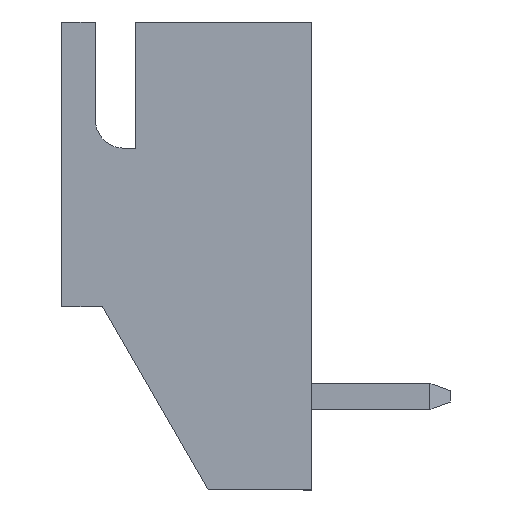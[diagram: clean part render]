
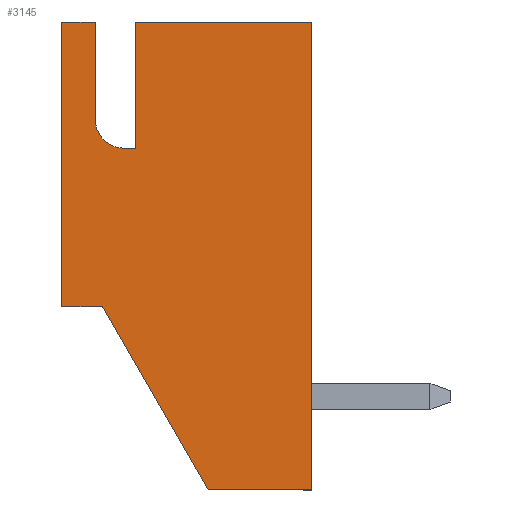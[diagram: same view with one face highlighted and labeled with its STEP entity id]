
A CAD part, left-side view. The second image highlights one B-rep face of the part: STEP entity #3145.
In plain terms, the highlighted planar face has unit normal (-1, 0, 0).
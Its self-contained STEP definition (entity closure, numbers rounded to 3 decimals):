
#1 = AXIS2_PLACEMENT_3D ( 'NONE', #1165, #487, #2243 ) ;
#28 = CARTESIAN_POINT ( 'NONE',  ( -6.2, 6.15, -1.25 ) ) ;
#132 = EDGE_CURVE ( 'NONE', #1679, #4001, #478, .T. ) ;
#310 = CARTESIAN_POINT ( 'NONE',  ( -6.2, 4.325, 5.75 ) ) ;
#341 = ORIENTED_EDGE ( 'NONE', *, *, #3737, .F. ) ;
#478 = LINE ( 'NONE', #4131, #874 ) ;
#485 = CARTESIAN_POINT ( 'NONE',  ( -6.2, 5.325, 5.75 ) ) ;
#487 = DIRECTION ( 'NONE',  ( 1., 0., 0. ) ) ;
#540 = FACE_OUTER_BOUND ( 'NONE', #1173, .T. ) ;
#684 = VERTEX_POINT ( 'NONE', #1317 ) ;
#700 = CARTESIAN_POINT ( 'NONE',  ( -6.2, 6.15, -1.25 ) ) ;
#745 = LINE ( 'NONE', #310, #3108 ) ;
#821 = CARTESIAN_POINT ( 'NONE',  ( -6.2, 2.552, -5.75 ) ) ;
#847 = DIRECTION ( 'NONE',  ( 0., 1., 0. ) ) ;
#874 = VECTOR ( 'NONE', #3027, 1000. ) ;
#1037 = LINE ( 'NONE', #2548, #1807 ) ;
#1104 = ORIENTED_EDGE ( 'NONE', *, *, #3253, .T. ) ;
#1129 = CARTESIAN_POINT ( 'NONE',  ( -6.2, 6.15, 2.65 ) ) ;
#1165 = CARTESIAN_POINT ( 'NONE',  ( -6.2, 4.625, 3.35 ) ) ;
#1173 = EDGE_LOOP ( 'NONE', ( #2558, #341, #3040, #1436, #1311, #3248, #1104, #1777, #4022, #3041, #1607 ) ) ;
#1200 = DIRECTION ( 'NONE',  ( 0., 0., -1. ) ) ;
#1311 = ORIENTED_EDGE ( 'NONE', *, *, #1827, .F. ) ;
#1317 = CARTESIAN_POINT ( 'NONE',  ( -6.2, 0., 5.75 ) ) ;
#1339 = EDGE_CURVE ( 'NONE', #4278, #2688, #2482, .T. ) ;
#1436 = ORIENTED_EDGE ( 'NONE', *, *, #2634, .T. ) ;
#1520 = DIRECTION ( 'NONE',  ( 0., -1., 0. ) ) ;
#1521 = CARTESIAN_POINT ( 'NONE',  ( -6.2, 6.15, 5.75 ) ) ;
#1607 = ORIENTED_EDGE ( 'NONE', *, *, #4204, .F. ) ;
#1639 = CIRCLE ( 'NONE', #1, 0.7 ) ;
#1679 = VERTEX_POINT ( 'NONE', #2077 ) ;
#1777 = ORIENTED_EDGE ( 'NONE', *, *, #2876, .T. ) ;
#1807 = VECTOR ( 'NONE', #3259, 1000. ) ;
#1827 = EDGE_CURVE ( 'NONE', #3555, #2601, #2251, .T. ) ;
#1838 = CARTESIAN_POINT ( 'NONE',  ( -6.2, 5.325, 3.35 ) ) ;
#1884 = DIRECTION ( 'NONE',  ( 0., 0.5, 0.866 ) ) ;
#1963 = VECTOR ( 'NONE', #3185, 1000. ) ;
#2040 = EDGE_CURVE ( 'NONE', #3555, #3158, #3829, .T. ) ;
#2056 = DIRECTION ( 'NONE',  ( 0., 0., 1. ) ) ;
#2077 = CARTESIAN_POINT ( 'NONE',  ( -6.2, 0., -5.75 ) ) ;
#2118 = DIRECTION ( 'NONE',  ( 0., 0., -1. ) ) ;
#2121 = DIRECTION ( 'NONE',  ( 0., 0., -1. ) ) ;
#2126 = CARTESIAN_POINT ( 'NONE',  ( -6.2, 4.325, 5.75 ) ) ;
#2243 = DIRECTION ( 'NONE',  ( 0., 0., -1. ) ) ;
#2251 = LINE ( 'NONE', #3533, #3093 ) ;
#2312 = LINE ( 'NONE', #3642, #4560 ) ;
#2482 = LINE ( 'NONE', #1129, #4288 ) ;
#2548 = CARTESIAN_POINT ( 'NONE',  ( -6.2, 6.15, 5.75 ) ) ;
#2558 = ORIENTED_EDGE ( 'NONE', *, *, #3364, .F. ) ;
#2601 = VERTEX_POINT ( 'NONE', #1838 ) ;
#2634 = EDGE_CURVE ( 'NONE', #4278, #2601, #1639, .T. ) ;
#2649 = CARTESIAN_POINT ( 'NONE',  ( -6.2, 0., 5.75 ) ) ;
#2688 = VERTEX_POINT ( 'NONE', #3734 ) ;
#2715 = AXIS2_PLACEMENT_3D ( 'NONE', #4330, #3622, #2118 ) ;
#2849 = CARTESIAN_POINT ( 'NONE',  ( -6.2, 6.15, -1.25 ) ) ;
#2876 = EDGE_CURVE ( 'NONE', #3141, #3511, #2930, .T. ) ;
#2884 = VERTEX_POINT ( 'NONE', #2126 ) ;
#2930 = LINE ( 'NONE', #2849, #1963 ) ;
#2996 = LINE ( 'NONE', #2649, #3433 ) ;
#3027 = DIRECTION ( 'NONE',  ( 0., 1., 0. ) ) ;
#3040 = ORIENTED_EDGE ( 'NONE', *, *, #1339, .F. ) ;
#3041 = ORIENTED_EDGE ( 'NONE', *, *, #132, .F. ) ;
#3093 = VECTOR ( 'NONE', #2121, 1000. ) ;
#3108 = VECTOR ( 'NONE', #2056, 1000. ) ;
#3141 = VERTEX_POINT ( 'NONE', #700 ) ;
#3145 = ADVANCED_FACE ( 'NONE', ( #540 ), #3867, .F. ) ;
#3158 = VERTEX_POINT ( 'NONE', #3575 ) ;
#3185 = DIRECTION ( 'NONE',  ( 0., -1., 0. ) ) ;
#3248 = ORIENTED_EDGE ( 'NONE', *, *, #2040, .T. ) ;
#3250 = DIRECTION ( 'NONE',  ( 0., 0., -1. ) ) ;
#3253 = EDGE_CURVE ( 'NONE', #3158, #3141, #4245, .T. ) ;
#3259 = DIRECTION ( 'NONE',  ( 0., -1., 0. ) ) ;
#3364 = EDGE_CURVE ( 'NONE', #2884, #684, #1037, .T. ) ;
#3433 = VECTOR ( 'NONE', #1200, 1000. ) ;
#3457 = CARTESIAN_POINT ( 'NONE',  ( -6.2, 4.625, 2.65 ) ) ;
#3511 = VERTEX_POINT ( 'NONE', #4101 ) ;
#3533 = CARTESIAN_POINT ( 'NONE',  ( -6.2, 5.325, 5.75 ) ) ;
#3555 = VERTEX_POINT ( 'NONE', #485 ) ;
#3575 = CARTESIAN_POINT ( 'NONE',  ( -6.2, 6.15, 5.75 ) ) ;
#3622 = DIRECTION ( 'NONE',  ( 1., 0., 0. ) ) ;
#3642 = CARTESIAN_POINT ( 'NONE',  ( -6.2, 2.552, -5.75 ) ) ;
#3734 = CARTESIAN_POINT ( 'NONE',  ( -6.2, 4.325, 2.65 ) ) ;
#3737 = EDGE_CURVE ( 'NONE', #2688, #2884, #745, .T. ) ;
#3829 = LINE ( 'NONE', #1521, #3999 ) ;
#3867 = PLANE ( 'NONE',  #2715 ) ;
#3908 = VECTOR ( 'NONE', #3250, 1000. ) ;
#3999 = VECTOR ( 'NONE', #847, 1000. ) ;
#4001 = VERTEX_POINT ( 'NONE', #821 ) ;
#4022 = ORIENTED_EDGE ( 'NONE', *, *, #4471, .F. ) ;
#4101 = CARTESIAN_POINT ( 'NONE',  ( -6.2, 5.15, -1.25 ) ) ;
#4131 = CARTESIAN_POINT ( 'NONE',  ( -6.2, 6.15, -5.75 ) ) ;
#4204 = EDGE_CURVE ( 'NONE', #684, #1679, #2996, .T. ) ;
#4245 = LINE ( 'NONE', #28, #3908 ) ;
#4278 = VERTEX_POINT ( 'NONE', #3457 ) ;
#4288 = VECTOR ( 'NONE', #1520, 1000. ) ;
#4330 = CARTESIAN_POINT ( 'NONE',  ( -6.2, 6.15, 5.75 ) ) ;
#4471 = EDGE_CURVE ( 'NONE', #4001, #3511, #2312, .T. ) ;
#4560 = VECTOR ( 'NONE', #1884, 1000. ) ;
